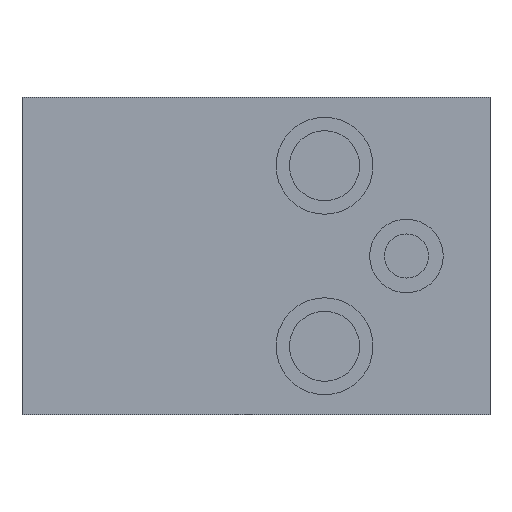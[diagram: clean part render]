
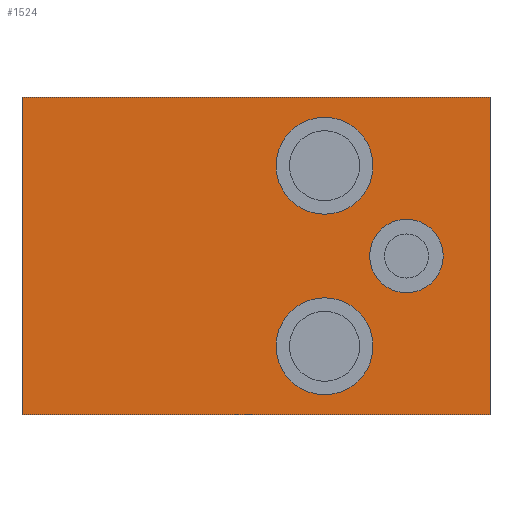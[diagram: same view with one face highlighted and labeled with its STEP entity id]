
A CAD part, front view. The second image highlights one B-rep face of the part: STEP entity #1524.
In plain terms, the highlighted planar face has unit normal (0, -1, 0).
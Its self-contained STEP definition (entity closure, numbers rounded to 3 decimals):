
#81=LINE('',#2393,#165);
#89=LINE('',#2416,#173);
#91=LINE('',#2432,#175);
#92=LINE('',#2433,#176);
#165=VECTOR('',#1902,1000.);
#173=VECTOR('',#1920,1000.);
#175=VECTOR('',#1936,1000.);
#176=VECTOR('',#1937,1000.);
#281=ORIENTED_EDGE('',*,*,#615,.T.);
#282=ORIENTED_EDGE('',*,*,#623,.F.);
#283=ORIENTED_EDGE('',*,*,#604,.F.);
#284=ORIENTED_EDGE('',*,*,#624,.F.);
#285=ORIENTED_EDGE('',*,*,#625,.T.);
#286=ORIENTED_EDGE('',*,*,#626,.T.);
#287=ORIENTED_EDGE('',*,*,#627,.T.);
#604=EDGE_CURVE('',#776,#777,#81,.T.);
#615=EDGE_CURVE('',#786,#785,#89,.T.);
#623=EDGE_CURVE('',#777,#785,#91,.T.);
#624=EDGE_CURVE('',#786,#776,#92,.T.);
#625=EDGE_CURVE('',#793,#793,#937,.T.);
#626=EDGE_CURVE('',#794,#794,#938,.T.);
#627=EDGE_CURVE('',#795,#795,#939,.T.);
#776=VERTEX_POINT('',#2394);
#777=VERTEX_POINT('',#2395);
#785=VERTEX_POINT('',#2415);
#786=VERTEX_POINT('',#2417);
#793=VERTEX_POINT('',#2435);
#794=VERTEX_POINT('',#2437);
#795=VERTEX_POINT('',#2439);
#937=CIRCLE('',#1680,14.5);
#938=CIRCLE('',#1681,14.5);
#939=CIRCLE('',#1682,11.);
#1028=EDGE_LOOP('',(#281,#282,#283,#284));
#1029=EDGE_LOOP('',(#285));
#1030=EDGE_LOOP('',(#286));
#1031=EDGE_LOOP('',(#287));
#1242=FACE_BOUND('',#1028,.T.);
#1243=FACE_BOUND('',#1029,.T.);
#1244=FACE_BOUND('',#1030,.T.);
#1245=FACE_BOUND('',#1031,.T.);
#1455=PLANE('',#1679);
#1524=ADVANCED_FACE('',(#1242,#1243,#1244,#1245),#1455,.F.);
#1679=AXIS2_PLACEMENT_3D('',#2431,#1934,#1935);
#1680=AXIS2_PLACEMENT_3D('',#2434,#1938,#1939);
#1681=AXIS2_PLACEMENT_3D('',#2436,#1940,#1941);
#1682=AXIS2_PLACEMENT_3D('',#2438,#1942,#1943);
#1902=DIRECTION('',(0.,0.,-1.));
#1920=DIRECTION('',(0.,0.,-1.));
#1934=DIRECTION('',(0.,1.,0.));
#1935=DIRECTION('',(0.,0.,1.));
#1936=DIRECTION('',(-1.,0.,0.));
#1937=DIRECTION('',(1.,0.,0.));
#1938=DIRECTION('',(0.,1.,0.));
#1939=DIRECTION('',(1.,0.,0.));
#1940=DIRECTION('',(0.,1.,0.));
#1941=DIRECTION('',(1.,0.,0.));
#1942=DIRECTION('',(0.,1.,0.));
#1943=DIRECTION('',(1.,0.,0.));
#2393=CARTESIAN_POINT('',(560.,0.,92.5));
#2394=CARTESIAN_POINT('',(560.,0.,140.));
#2395=CARTESIAN_POINT('',(560.,0.,45.));
#2415=CARTESIAN_POINT('',(420.,0.,45.));
#2416=CARTESIAN_POINT('',(420.,0.,92.5));
#2417=CARTESIAN_POINT('',(420.,0.,140.));
#2431=CARTESIAN_POINT('',(490.,0.,92.5));
#2432=CARTESIAN_POINT('',(490.,0.,45.));
#2433=CARTESIAN_POINT('',(490.,0.,140.));
#2434=CARTESIAN_POINT('',(510.5,0.,119.5));
#2435=CARTESIAN_POINT('',(525.,0.,119.5));
#2436=CARTESIAN_POINT('',(510.5,0.,65.5));
#2437=CARTESIAN_POINT('',(525.,0.,65.5));
#2438=CARTESIAN_POINT('',(535.,0.,92.5));
#2439=CARTESIAN_POINT('',(546.,0.,92.5));
